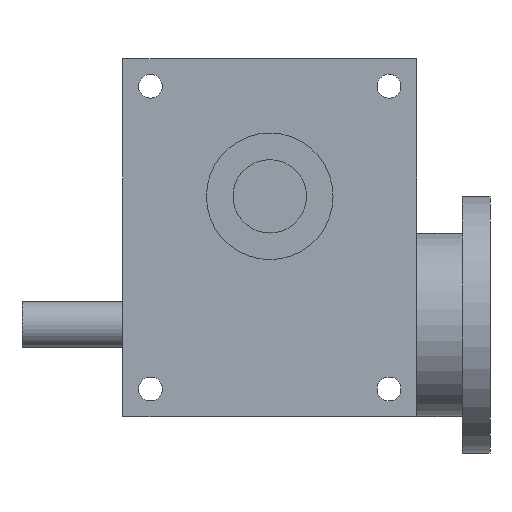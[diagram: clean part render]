
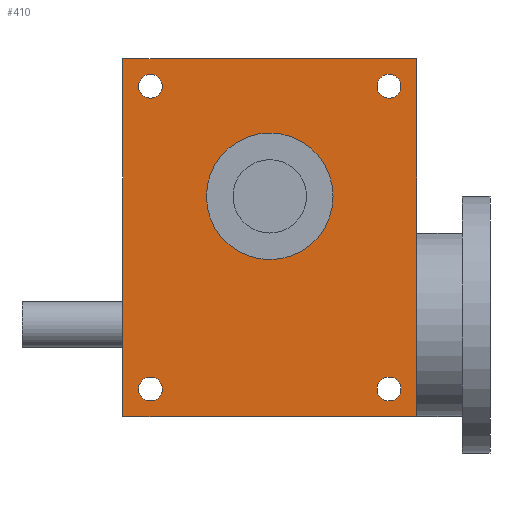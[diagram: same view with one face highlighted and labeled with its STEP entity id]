
A CAD part, front view. The second image highlights one B-rep face of the part: STEP entity #410.
In plain terms, the highlighted planar face has unit normal (0, -1, 0).
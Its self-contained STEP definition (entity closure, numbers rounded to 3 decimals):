
#410 = ADVANCED_FACE( '', ( #865, #866, #867, #868, #869, #870 ), #871, .F. );
#865 = FACE_BOUND( '', #1416, .T. );
#866 = FACE_BOUND( '', #1417, .T. );
#867 = FACE_BOUND( '', #1418, .T. );
#868 = FACE_BOUND( '', #1419, .T. );
#869 = FACE_BOUND( '', #1420, .T. );
#870 = FACE_OUTER_BOUND( '', #1421, .T. );
#871 = PLANE( '', #1422 );
#1416 = EDGE_LOOP( '', ( #2328 ) );
#1417 = EDGE_LOOP( '', ( #2329 ) );
#1418 = EDGE_LOOP( '', ( #2330 ) );
#1419 = EDGE_LOOP( '', ( #2331 ) );
#1420 = EDGE_LOOP( '', ( #2332 ) );
#1421 = EDGE_LOOP( '', ( #2333, #2334, #2335, #2336 ) );
#1422 = AXIS2_PLACEMENT_3D( '', #2337, #2338, #2339 );
#2328 = ORIENTED_EDGE( '', *, *, #3296, .T. );
#2329 = ORIENTED_EDGE( '', *, *, #3333, .T. );
#2330 = ORIENTED_EDGE( '', *, *, #3334, .T. );
#2331 = ORIENTED_EDGE( '', *, *, #3335, .T. );
#2332 = ORIENTED_EDGE( '', *, *, #3336, .T. );
#2333 = ORIENTED_EDGE( '', *, *, #3337, .T. );
#2334 = ORIENTED_EDGE( '', *, *, #3338, .F. );
#2335 = ORIENTED_EDGE( '', *, *, #3040, .F. );
#2336 = ORIENTED_EDGE( '', *, *, #3179, .T. );
#2337 = CARTESIAN_POINT( '', ( -80., -60., 97.5 ) );
#2338 = DIRECTION( '', ( 0., 1., 0. ) );
#2339 = DIRECTION( '', ( 0., 0., 1. ) );
#3040 = EDGE_CURVE( '', #3566, #3568, #3569, .T. );
#3179 = EDGE_CURVE( '', #3566, #3801, #3803, .T. );
#3296 = EDGE_CURVE( '', #3983, #3983, #3984, .T. );
#3333 = EDGE_CURVE( '', #4035, #4035, #4036, .T. );
#3334 = EDGE_CURVE( '', #4037, #4037, #4038, .T. );
#3335 = EDGE_CURVE( '', #4039, #4039, #4040, .T. );
#3336 = EDGE_CURVE( '', #4041, #4041, #4042, .T. );
#3337 = EDGE_CURVE( '', #3801, #4043, #4044, .T. );
#3338 = EDGE_CURVE( '', #3568, #4043, #4045, .T. );
#3566 = VERTEX_POINT( '', #4330 );
#3568 = VERTEX_POINT( '', #4333 );
#3569 = LINE( '', #4334, #4335 );
#3801 = VERTEX_POINT( '', #4702 );
#3803 = LINE( '', #4705, #4706 );
#3983 = VERTEX_POINT( '', #4945 );
#3984 = CIRCLE( '', #4946, 6.5 );
#4035 = VERTEX_POINT( '', #5015 );
#4036 = CIRCLE( '', #5016, 6.5 );
#4037 = VERTEX_POINT( '', #5017 );
#4038 = CIRCLE( '', #5018, 6.5 );
#4039 = VERTEX_POINT( '', #5019 );
#4040 = CIRCLE( '', #5020, 6.5 );
#4041 = VERTEX_POINT( '', #5021 );
#4042 = CIRCLE( '', #5022, 34.5 );
#4043 = VERTEX_POINT( '', #5023 );
#4044 = LINE( '', #5024, #5025 );
#4045 = LINE( '', #5026, #5027 );
#4330 = CARTESIAN_POINT( '', ( -80., -60., 97.5 ) );
#4333 = CARTESIAN_POINT( '', ( 80., -60., 97.5 ) );
#4334 = CARTESIAN_POINT( '', ( -80., -60., 97.5 ) );
#4335 = VECTOR( '', #5310, 1000. );
#4702 = CARTESIAN_POINT( '', ( -80., -60., -97.5 ) );
#4705 = CARTESIAN_POINT( '', ( -80., -60., 97.5 ) );
#4706 = VECTOR( '', #5492, 1000. );
#4945 = CARTESIAN_POINT( '', ( 71.5, -60., 82.5 ) );
#4946 = AXIS2_PLACEMENT_3D( '', #5633, #5634, #5635 );
#5015 = CARTESIAN_POINT( '', ( -58.5, -60., 82.5 ) );
#5016 = AXIS2_PLACEMENT_3D( '', #5672, #5673, #5674 );
#5017 = CARTESIAN_POINT( '', ( -58.5, -60., -82.5 ) );
#5018 = AXIS2_PLACEMENT_3D( '', #5675, #5676, #5677 );
#5019 = CARTESIAN_POINT( '', ( 71.5, -60., -82.5 ) );
#5020 = AXIS2_PLACEMENT_3D( '', #5678, #5679, #5680 );
#5021 = CARTESIAN_POINT( '', ( 34.5, -60., 22.5 ) );
#5022 = AXIS2_PLACEMENT_3D( '', #5681, #5682, #5683 );
#5023 = CARTESIAN_POINT( '', ( 80., -60., -97.5 ) );
#5024 = CARTESIAN_POINT( '', ( -80., -60., -97.5 ) );
#5025 = VECTOR( '', #5684, 1000. );
#5026 = CARTESIAN_POINT( '', ( 80., -60., 97.5 ) );
#5027 = VECTOR( '', #5685, 1000. );
#5310 = DIRECTION( '', ( 1., 0., 0. ) );
#5492 = DIRECTION( '', ( 0., 0., -1. ) );
#5633 = CARTESIAN_POINT( '', ( 65., -60., 82.5 ) );
#5634 = DIRECTION( '', ( 0., 1., 0. ) );
#5635 = DIRECTION( '', ( 1., 0., 0. ) );
#5672 = CARTESIAN_POINT( '', ( -65., -60., 82.5 ) );
#5673 = DIRECTION( '', ( 0., 1., 0. ) );
#5674 = DIRECTION( '', ( 1., 0., 0. ) );
#5675 = CARTESIAN_POINT( '', ( -65., -60., -82.5 ) );
#5676 = DIRECTION( '', ( 0., 1., 0. ) );
#5677 = DIRECTION( '', ( 1., 0., 0. ) );
#5678 = CARTESIAN_POINT( '', ( 65., -60., -82.5 ) );
#5679 = DIRECTION( '', ( 0., 1., 0. ) );
#5680 = DIRECTION( '', ( 1., 0., 0. ) );
#5681 = CARTESIAN_POINT( '', ( 0., -60., 22.5 ) );
#5682 = DIRECTION( '', ( 0., 1., 0. ) );
#5683 = DIRECTION( '', ( 1., 0., 0. ) );
#5684 = DIRECTION( '', ( 1., 0., 0. ) );
#5685 = DIRECTION( '', ( 0., 0., -1. ) );
